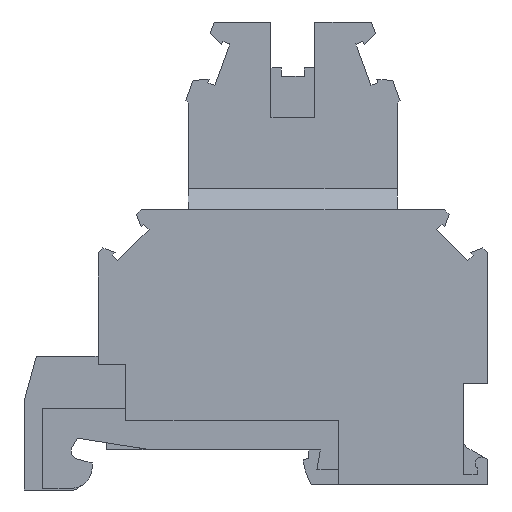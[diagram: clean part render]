
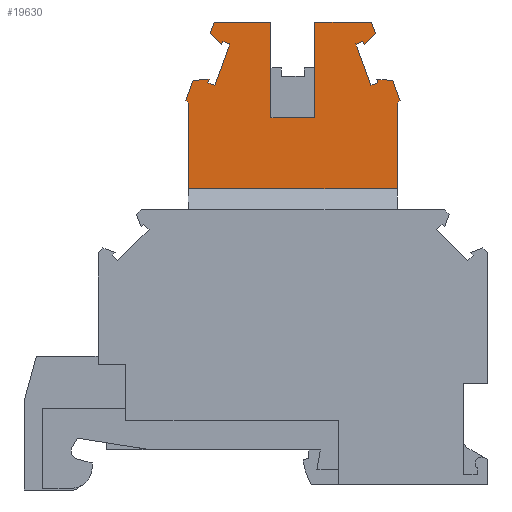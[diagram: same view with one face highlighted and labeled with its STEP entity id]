
A CAD part, left-side view. The second image highlights one B-rep face of the part: STEP entity #19630.
In plain terms, the highlighted face is planar.
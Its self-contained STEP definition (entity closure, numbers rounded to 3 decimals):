
#6870=CARTESIAN_POINT('',(117.132,-30.137,
-5.2));
#6880=VERTEX_POINT('',#6870);
#6910=CARTESIAN_POINT('',(117.132,-84.987,
-5.2));
#6920=DIRECTION('',(0.,-1.,0.));
#6930=VECTOR('',#6920,1.);
#6940=LINE('',#6910,#6930);
#6950=CARTESIAN_POINT('',(117.132,-42.437,
-5.2));
#6960=VERTEX_POINT('',#6950);
#6970=EDGE_CURVE('',#6880,#6960,#6940,.T.);
#7670=CARTESIAN_POINT('',(147.132,-42.437,
-5.2));
#7680=VERTEX_POINT('',#7670);
#7710=CARTESIAN_POINT('',(147.132,-84.987,
-5.2));
#7720=DIRECTION('',(0.,1.,0.));
#7730=VECTOR('',#7720,1.);
#7740=LINE('',#7710,#7730);
#7750=CARTESIAN_POINT('',(147.132,-30.137,
-5.2));
#7760=VERTEX_POINT('',#7750);
#7770=EDGE_CURVE('',#7680,#7760,#7740,.T.);
#10640=CARTESIAN_POINT('',(144.361,-27.225,
-5.2));
#10650=VERTEX_POINT('',#10640);
#10680=CARTESIAN_POINT('',(104.132,-41.867,
-5.2));
#10690=DIRECTION('',(-0.94,-0.342,0.));
#10700=VECTOR('',#10690,1.);
#10710=LINE('',#10680,#10700);
#10720=CARTESIAN_POINT('',(143.356,-27.591,
-5.2));
#10730=VERTEX_POINT('',#10720);
#10740=EDGE_CURVE('',#10650,#10730,#10710,.T.);
#12520=CARTESIAN_POINT('',(135.282,-32.237,
-5.2));
#12530=VERTEX_POINT('',#12520);
#12680=CARTESIAN_POINT('',(135.282,-18.487,
-5.2));
#12690=VERTEX_POINT('',#12680);
#12720=CARTESIAN_POINT('',(135.282,-84.987,
-5.2));
#12730=DIRECTION('',(0.,-1.,0.));
#12740=VECTOR('',#12730,1.);
#12750=LINE('',#12720,#12740);
#12760=EDGE_CURVE('',#12690,#12530,#12750,.T.);
#13200=CARTESIAN_POINT('',(143.419,-18.487,
-5.2));
#13210=VERTEX_POINT('',#13200);
#13240=CARTESIAN_POINT('',(104.132,-18.487,
-5.2));
#13250=DIRECTION('',(-1.,0.,0.));
#13260=VECTOR('',#13250,1.);
#13270=LINE('',#13240,#13260);
#13280=EDGE_CURVE('',#13210,#12690,#13270,.T.);
#15530=CARTESIAN_POINT('',(144.038,-20.188,
-5.2));
#15540=VERTEX_POINT('',#15530);
#15570=CARTESIAN_POINT('',(167.623,-84.987,
-5.2));
#15580=DIRECTION('',(-0.342,0.94,0.));
#15590=VECTOR('',#15580,1.);
#15600=LINE('',#15570,#15590);
#15610=EDGE_CURVE('',#15540,#13210,#15600,.T.);
#15840=CARTESIAN_POINT('',(142.378,-21.777,
-5.2));
#15850=VERTEX_POINT('',#15840);
#15880=CARTESIAN_POINT('',(104.132,-58.397,
-5.2));
#15890=DIRECTION('',(0.722,0.692,0.));
#15900=VECTOR('',#15890,1.);
#15910=LINE('',#15880,#15900);
#15920=EDGE_CURVE('',#15850,#15540,#15910,.T.);
#16150=CARTESIAN_POINT('',(142.198,-21.281,
-5.2));
#16160=VERTEX_POINT('',#16150);
#16190=CARTESIAN_POINT('',(165.385,-84.987,
-5.2));
#16200=DIRECTION('',(0.342,-0.94,0.));
#16210=VECTOR('',#16200,1.);
#16220=LINE('',#16190,#16210);
#16230=EDGE_CURVE('',#16160,#15850,#16220,.T.);
#16460=CARTESIAN_POINT('',(141.192,-21.647,
-5.2));
#16470=VERTEX_POINT('',#16460);
#16500=CARTESIAN_POINT('',(104.132,-35.136,
-5.2));
#16510=DIRECTION('',(0.94,0.342,0.));
#16520=VECTOR('',#16510,1.);
#16530=LINE('',#16500,#16520);
#16540=EDGE_CURVE('',#16470,#16160,#16530,.T.);
#16740=CARTESIAN_POINT('',(164.246,-84.987,
-5.2));
#16750=DIRECTION('',(-0.342,0.94,0.));
#16760=VECTOR('',#16750,1.);
#16770=LINE('',#16740,#16760);
#16780=EDGE_CURVE('',#10730,#16470,#16770,.T.);
#17890=CARTESIAN_POINT('',(128.982,-32.237,
-5.2));
#17900=VERTEX_POINT('',#17890);
#17930=CARTESIAN_POINT('',(128.982,-84.987,
-5.2));
#17940=DIRECTION('',(0.,1.,0.));
#17950=VECTOR('',#17940,1.);
#17960=LINE('',#17930,#17950);
#17970=CARTESIAN_POINT('',(128.982,-18.487,
-5.2));
#17980=VERTEX_POINT('',#17970);
#17990=EDGE_CURVE('',#17900,#17980,#17960,.T.);
#18170=CARTESIAN_POINT('',(132.132,-42.337,
-5.2));
#18180=DIRECTION('',(-0.,0.,1.));
#18190=DIRECTION('',(0.,-1.,0.));
#18200=AXIS2_PLACEMENT_3D('',#18170,#18180,#18190);
#18210=PLANE('',#18200);
#18220=CARTESIAN_POINT('',(104.132,-42.437,
-5.2));
#18230=DIRECTION('',(1.,0.,0.));
#18240=VECTOR('',#18230,1.);
#18250=LINE('',#18220,#18240);
#18260=EDGE_CURVE('',#6960,#7680,#18250,.T.);
#18270=ORIENTED_EDGE('',*,*,#18260,.T.);
#18280=ORIENTED_EDGE('',*,*,#6970,.T.);
#18290=CARTESIAN_POINT('',(104.132,-18.319,
-5.2));
#18300=DIRECTION('',(0.74,-0.673,0.));
#18310=VECTOR('',#18300,1.);
#18320=LINE('',#18290,#18310);
#18330=CARTESIAN_POINT('',(116.737,-29.777,
-5.2));
#18340=VERTEX_POINT('',#18330);
#18350=EDGE_CURVE('',#18340,#6880,#18320,.T.);
#18360=ORIENTED_EDGE('',*,*,#18350,.T.);
#18370=CARTESIAN_POINT('',(96.642,-84.987,
-5.2));
#18380=DIRECTION('',(-0.342,-0.94,0.));
#18390=VECTOR('',#18380,1.);
#18400=LINE('',#18370,#18390);
#18410=CARTESIAN_POINT('',(117.791,-26.879,
-5.2));
#18420=VERTEX_POINT('',#18410);
#18430=EDGE_CURVE('',#18420,#18340,#18400,.T.);
#18440=ORIENTED_EDGE('',*,*,#18430,.T.);
#18450=CARTESIAN_POINT('',(104.132,-27.775,
-5.2));
#18460=DIRECTION('',(-0.998,-0.065,0.));
#18470=VECTOR('',#18460,1.);
#18480=LINE('',#18450,#18470);
#18490=CARTESIAN_POINT('',(120.084,-26.728,
-5.2));
#18500=VERTEX_POINT('',#18490);
#18510=EDGE_CURVE('',#18500,#18420,#18480,.T.);
#18520=ORIENTED_EDGE('',*,*,#18510,.T.);
#18530=CARTESIAN_POINT('',(98.88,-84.987,
-5.2));
#18540=DIRECTION('',(0.342,0.94,0.));
#18550=VECTOR('',#18540,1.);
#18560=LINE('',#18530,#18550);
#18570=CARTESIAN_POINT('',(119.904,-27.225,
-5.2));
#18580=VERTEX_POINT('',#18570);
#18590=EDGE_CURVE('',#18580,#18500,#18560,.T.);
#18600=ORIENTED_EDGE('',*,*,#18590,.T.);
#18610=CARTESIAN_POINT('',(104.132,-21.484,
-5.2));
#18620=DIRECTION('',(-0.94,0.342,0.));
#18630=VECTOR('',#18620,1.);
#18640=LINE('',#18610,#18630);
#18650=CARTESIAN_POINT('',(120.909,-27.591,
-5.2));
#18660=VERTEX_POINT('',#18650);
#18670=EDGE_CURVE('',#18660,#18580,#18640,.T.);
#18680=ORIENTED_EDGE('',*,*,#18670,.T.);
#18690=CARTESIAN_POINT('',(100.018,-84.987,
-5.2));
#18700=DIRECTION('',(-0.342,-0.94,0.));
#18710=VECTOR('',#18700,1.);
#18720=LINE('',#18690,#18710);
#18730=CARTESIAN_POINT('',(123.072,-21.647,
-5.2));
#18740=VERTEX_POINT('',#18730);
#18750=EDGE_CURVE('',#18740,#18660,#18720,.T.);
#18760=ORIENTED_EDGE('',*,*,#18750,.T.);
#18770=CARTESIAN_POINT('',(104.132,-14.753,
-5.2));
#18780=DIRECTION('',(0.94,-0.342,0.));
#18790=VECTOR('',#18780,1.);
#18800=LINE('',#18770,#18790);
#18810=CARTESIAN_POINT('',(122.067,-21.281,
-5.2));
#18820=VERTEX_POINT('',#18810);
#18830=EDGE_CURVE('',#18820,#18740,#18800,.T.);
#18840=ORIENTED_EDGE('',*,*,#18830,.T.);
#18850=CARTESIAN_POINT('',(98.88,-84.987,
-5.2));
#18860=DIRECTION('',(0.342,0.94,0.));
#18870=VECTOR('',#18860,1.);
#18880=LINE('',#18850,#18870);
#18890=CARTESIAN_POINT('',(121.886,-21.777,
-5.2));
#18900=VERTEX_POINT('',#18890);
#18910=EDGE_CURVE('',#18900,#18820,#18880,.T.);
#18920=ORIENTED_EDGE('',*,*,#18910,.T.);
#18930=CARTESIAN_POINT('',(104.132,-4.779,
-5.2));
#18940=DIRECTION('',(0.722,-0.692,0.));
#18950=VECTOR('',#18940,1.);
#18960=LINE('',#18930,#18950);
#18970=CARTESIAN_POINT('',(120.227,-20.188,
-5.2));
#18980=VERTEX_POINT('',#18970);
#18990=EDGE_CURVE('',#18980,#18900,#18960,.T.);
#19000=ORIENTED_EDGE('',*,*,#18990,.T.);
#19010=CARTESIAN_POINT('',(96.642,-84.987,
-5.2));
#19020=DIRECTION('',(-0.342,-0.94,0.));
#19030=VECTOR('',#19020,1.);
#19040=LINE('',#19010,#19030);
#19050=CARTESIAN_POINT('',(120.846,-18.487,
-5.2));
#19060=VERTEX_POINT('',#19050);
#19070=EDGE_CURVE('',#19060,#18980,#19040,.T.);
#19080=ORIENTED_EDGE('',*,*,#19070,.T.);
#19090=CARTESIAN_POINT('',(104.132,-18.487,
-5.2));
#19100=DIRECTION('',(-1.,0.,0.));
#19110=VECTOR('',#19100,1.);
#19120=LINE('',#19090,#19110);
#19130=EDGE_CURVE('',#17980,#19060,#19120,.T.);
#19140=ORIENTED_EDGE('',*,*,#19130,.T.);
#19150=ORIENTED_EDGE('',*,*,#17990,.T.);
#19160=CARTESIAN_POINT('',(104.132,-32.237,
-5.2));
#19170=DIRECTION('',(1.,0.,0.));
#19180=VECTOR('',#19170,1.);
#19190=LINE('',#19160,#19180);
#19200=EDGE_CURVE('',#17900,#12530,#19190,.T.);
#19210=ORIENTED_EDGE('',*,*,#19200,.F.);
#19220=ORIENTED_EDGE('',*,*,#12760,.T.);
#19230=ORIENTED_EDGE('',*,*,#13280,.T.);
#19240=ORIENTED_EDGE('',*,*,#15610,.T.);
#19250=ORIENTED_EDGE('',*,*,#15920,.T.);
#19260=ORIENTED_EDGE('',*,*,#16230,.T.);
#19270=ORIENTED_EDGE('',*,*,#16540,.T.);
#19280=ORIENTED_EDGE('',*,*,#16780,.T.);
#19290=ORIENTED_EDGE('',*,*,#10740,.T.);
#19300=CARTESIAN_POINT('',(165.385,-84.987,
-5.2));
#19310=DIRECTION('',(0.342,-0.94,0.));
#19320=VECTOR('',#19310,1.);
#19330=LINE('',#19300,#19320);
#19340=CARTESIAN_POINT('',(144.181,-26.728,
-5.2));
#19350=VERTEX_POINT('',#19340);
#19360=EDGE_CURVE('',#19350,#10650,#19330,.T.);
#19370=ORIENTED_EDGE('',*,*,#19360,.T.);
#19380=CARTESIAN_POINT('',(104.132,-24.1,
-5.2));
#19390=DIRECTION('',(-0.998,0.065,0.));
#19400=VECTOR('',#19390,1.);
#19410=LINE('',#19380,#19400);
#19420=CARTESIAN_POINT('',(146.473,-26.879,
-5.2));
#19430=VERTEX_POINT('',#19420);
#19440=EDGE_CURVE('',#19430,#19350,#19410,.T.);
#19450=ORIENTED_EDGE('',*,*,#19440,.T.);
#19460=CARTESIAN_POINT('',(167.623,-84.987,
-5.2));
#19470=DIRECTION('',(-0.342,0.94,0.));
#19480=VECTOR('',#19470,1.);
#19490=LINE('',#19460,#19480);
#19500=CARTESIAN_POINT('',(147.528,-29.777,
-5.2));
#19510=VERTEX_POINT('',#19500);
#19520=EDGE_CURVE('',#19510,#19430,#19490,.T.);
#19530=ORIENTED_EDGE('',*,*,#19520,.T.);
#19540=CARTESIAN_POINT('',(104.132,-69.228,
-5.2));
#19550=DIRECTION('',(0.74,0.673,0.));
#19560=VECTOR('',#19550,1.);
#19570=LINE('',#19540,#19560);
#19580=EDGE_CURVE('',#7760,#19510,#19570,.T.);
#19590=ORIENTED_EDGE('',*,*,#19580,.T.);
#19600=ORIENTED_EDGE('',*,*,#7770,.T.);
#19610=EDGE_LOOP('',(#19600,#19590,#19530,#19450,#19370,#19290,#19280,
#19270,#19260,#19250,#19240,#19230,#19220,#19210,#19150,#19140,#19080,
#19000,#18920,#18840,#18760,#18680,#18600,#18520,#18440,#18360,#18280,
#18270));
#19620=FACE_OUTER_BOUND('',#19610,.T.);
#19630=ADVANCED_FACE('',(#19620),#18210,.T.);
